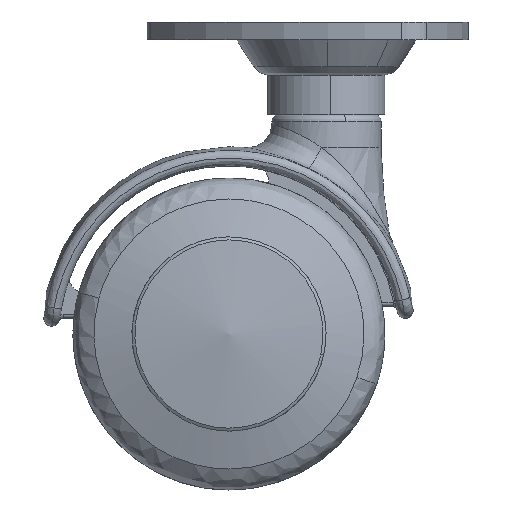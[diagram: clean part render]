
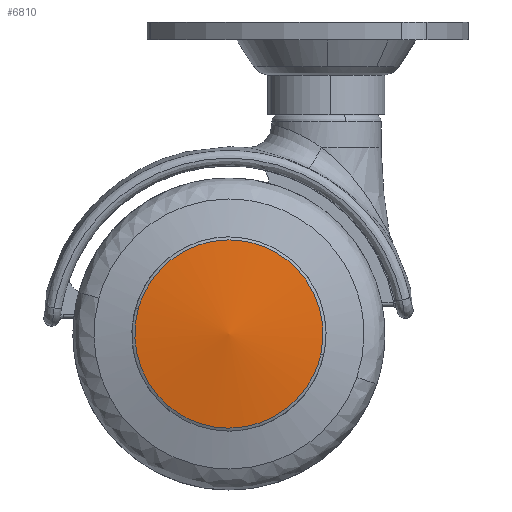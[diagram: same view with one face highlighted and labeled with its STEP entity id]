
A CAD part, front view. The second image highlights one B-rep face of the part: STEP entity #6810.
In plain terms, the highlighted free-form (B-spline) face has degree [2, 2] with [4, 4] control points.
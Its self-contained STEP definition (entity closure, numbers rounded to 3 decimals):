
#5314=CARTESIAN_POINT('',(-11.624,-18.104,3.228));
#5315=VERTEX_POINT('',#5314);
#5329=CARTESIAN_POINT('',(0.0,-18.104,12.064));
#5330=VERTEX_POINT('',#5329);
#5331=CARTESIAN_POINT('',(0.0,-18.104,12.064));
#5332=CARTESIAN_POINT('',(-9.171,-18.104,12.064));
#5333=CARTESIAN_POINT('',(-11.624,-18.104,3.228));
#5341=(BOUNDED_CURVE()B_SPLINE_CURVE(2,(#5331,#5332,#5333),.UNSPECIFIED.,.F.,.U.)B_SPLINE_CURVE_WITH_KNOTS((3,3),(0.0,0.204),.UNSPECIFIED.)CURVE()GEOMETRIC_REPRESENTATION_ITEM()RATIONAL_B_SPLINE_CURVE((1.0,0.761,0.913))REPRESENTATION_ITEM(''));
#5342=EDGE_CURVE('',#5330,#5315,#5341,.T.);
#5344=CARTESIAN_POINT('',(11.79,-18.104,-2.558));
#5345=VERTEX_POINT('',#5344);
#5346=CARTESIAN_POINT('',(11.79,-18.104,-2.558));
#5347=CARTESIAN_POINT('',(12.064,-18.104,-1.294));
#5348=CARTESIAN_POINT('',(12.064,-18.104,0.));
#5349=CARTESIAN_POINT('',(12.064,-18.104,12.064));
#5350=CARTESIAN_POINT('',(0.0,-18.104,12.064));
#5358=(BOUNDED_CURVE()B_SPLINE_CURVE(2,(#5346,#5347,#5348,#5349,#5350),.UNSPECIFIED.,.F.,.U.)B_SPLINE_CURVE_WITH_KNOTS((3,2,3),(0.714,0.75,1.0),.UNSPECIFIED.)CURVE()GEOMETRIC_REPRESENTATION_ITEM()RATIONAL_B_SPLINE_CURVE((0.927,0.957,1.0,0.707,1.0))REPRESENTATION_ITEM(''));
#5359=EDGE_CURVE('',#5345,#5330,#5358,.T.);
#5412=CARTESIAN_POINT('',(0.0,-18.104,-12.064));
#5413=VERTEX_POINT('',#5412);
#5414=CARTESIAN_POINT('',(0.0,-18.104,-12.064));
#5415=CARTESIAN_POINT('',(9.728,-18.104,-12.064));
#5416=CARTESIAN_POINT('',(11.79,-18.104,-2.558));
#5424=(BOUNDED_CURVE()B_SPLINE_CURVE(2,(#5414,#5415,#5416),.UNSPECIFIED.,.F.,.U.)B_SPLINE_CURVE_WITH_KNOTS((3,3),(0.5,0.714),.UNSPECIFIED.)CURVE()GEOMETRIC_REPRESENTATION_ITEM()RATIONAL_B_SPLINE_CURVE((1.0,0.75,0.927))REPRESENTATION_ITEM(''));
#5425=EDGE_CURVE('',#5413,#5345,#5424,.T.);
#5427=CARTESIAN_POINT('',(-11.624,-18.104,3.228));
#5428=CARTESIAN_POINT('',(-12.064,-18.104,1.644));
#5429=CARTESIAN_POINT('',(-12.064,-18.104,0.));
#5430=CARTESIAN_POINT('',(-12.064,-18.104,-12.064));
#5431=CARTESIAN_POINT('',(0.0,-18.104,-12.064));
#5439=(BOUNDED_CURVE()B_SPLINE_CURVE(2,(#5427,#5428,#5429,#5430,#5431),.UNSPECIFIED.,.F.,.U.)B_SPLINE_CURVE_WITH_KNOTS((3,2,3),(0.204,0.25,0.5),.UNSPECIFIED.)CURVE()GEOMETRIC_REPRESENTATION_ITEM()RATIONAL_B_SPLINE_CURVE((0.913,0.947,1.0,0.707,1.0))REPRESENTATION_ITEM(''));
#5440=EDGE_CURVE('',#5315,#5413,#5439,.T.);
#6780=CARTESIAN_POINT('',(-13.021,-16.186,-13.025));
#6781=CARTESIAN_POINT('',(-6.614,-17.816,-13.233));
#6782=CARTESIAN_POINT('',(6.614,-17.816,-13.233));
#6783=CARTESIAN_POINT('',(13.021,-16.186,-13.025));
#6784=CARTESIAN_POINT('',(-13.229,-17.817,-6.616));
#6785=CARTESIAN_POINT('',(-6.721,-19.5,-6.724));
#6786=CARTESIAN_POINT('',(6.722,-19.5,-6.724));
#6787=CARTESIAN_POINT('',(13.229,-17.817,-6.616));
#6788=CARTESIAN_POINT('',(-13.229,-17.817,6.616));
#6789=CARTESIAN_POINT('',(-6.721,-19.5,6.724));
#6790=CARTESIAN_POINT('',(6.722,-19.5,6.724));
#6791=CARTESIAN_POINT('',(13.229,-17.817,6.616));
#6792=CARTESIAN_POINT('',(-13.021,-16.186,13.025));
#6793=CARTESIAN_POINT('',(-6.614,-17.816,13.233));
#6794=CARTESIAN_POINT('',(6.614,-17.816,13.233));
#6795=CARTESIAN_POINT('',(13.021,-16.186,13.025));
#6803=(BOUNDED_SURFACE()B_SPLINE_SURFACE(2,2,((#6780,#6784,#6788,#6792),(#6781,#6785,#6789,#6793),(#6782,#6786,#6790,#6794),(#6783,#6787,#6791,#6795)),.UNSPECIFIED.,.F.,.F.,.U.)B_SPLINE_SURFACE_WITH_KNOTS((3,1,3),(3,1,3),(12.888,25.914,38.939),(12.884,25.914,38.943),.UNSPECIFIED.)GEOMETRIC_REPRESENTATION_ITEM()RATIONAL_B_SPLINE_SURFACE(((1.032,1.016,1.016,1.032),(1.016,1.0,1.0,1.016),(1.016,1.0,1.0,1.016),(1.032,1.016,1.016,1.032)))REPRESENTATION_ITEM('')SURFACE());
#6804=ORIENTED_EDGE('',*,*,#5342,.T.);
#6805=ORIENTED_EDGE('',*,*,#5440,.T.);
#6806=ORIENTED_EDGE('',*,*,#5425,.T.);
#6807=ORIENTED_EDGE('',*,*,#5359,.T.);
#6808=EDGE_LOOP('',(#6804,#6805,#6806,#6807));
#6809=FACE_OUTER_BOUND('',#6808,.T.);
#6810=ADVANCED_FACE('',(#6809),#6803,.T.);
